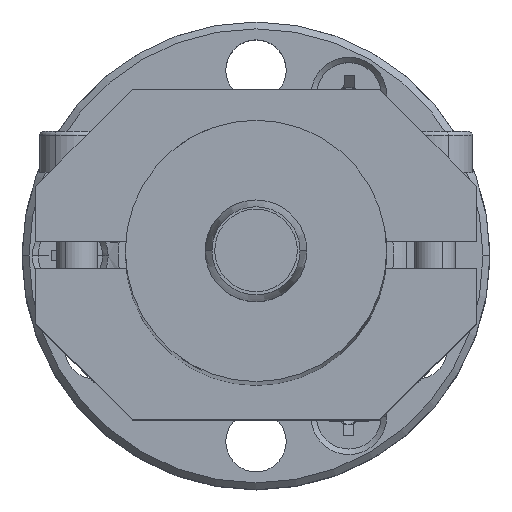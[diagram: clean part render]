
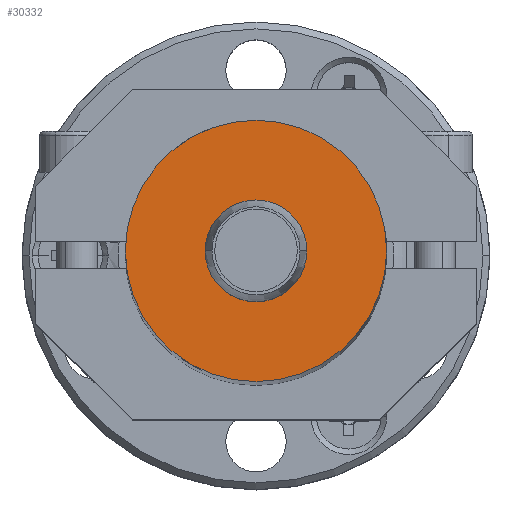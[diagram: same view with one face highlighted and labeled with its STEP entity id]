
A CAD part, top view. The second image highlights one B-rep face of the part: STEP entity #30332.
In plain terms, the highlighted planar face has unit normal (0, 0, 1).
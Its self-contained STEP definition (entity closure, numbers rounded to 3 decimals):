
#4272 = FACE_OUTER_BOUND ( 'NONE', #76703, .T. ) ;
#4300 = DIRECTION ( 'NONE',  ( -1., 0., 0. ) ) ;
#15145 = EDGE_CURVE ( 'NONE', #17390, #103951, #98374, .T. ) ;
#17203 = DIRECTION ( 'NONE',  ( 0., 0., 1. ) ) ;
#17390 = VERTEX_POINT ( 'NONE', #59411 ) ;
#26084 = CARTESIAN_POINT ( 'NONE',  ( 0., 0., 267. ) ) ;
#27707 = AXIS2_PLACEMENT_3D ( 'NONE', #79570, #17203, #90062 ) ;
#30332 = ADVANCED_FACE ( 'NONE', ( #4272 ), #36749, .T. ) ;
#36497 = DIRECTION ( 'NONE',  ( -1., 0., 0. ) ) ;
#36749 = PLANE ( 'NONE',  #27707 ) ;
#45032 = ORIENTED_EDGE ( 'NONE', *, *, #15145, .F. ) ;
#56745 = AXIS2_PLACEMENT_3D ( 'NONE', #129245, #66644, #4300 ) ;
#58069 = AXIS2_PLACEMENT_3D ( 'NONE', #26084, #98939, #36497 ) ;
#59411 = CARTESIAN_POINT ( 'NONE',  ( -9.5, 0., 267. ) ) ;
#66644 = DIRECTION ( 'NONE',  ( 0., 0., -1. ) ) ;
#69333 = EDGE_CURVE ( 'NONE', #103951, #17390, #116120, .T. ) ;
#76703 = EDGE_LOOP ( 'NONE', ( #45032, #93157 ) ) ;
#79570 = CARTESIAN_POINT ( 'NONE',  ( 0., 0., 267. ) ) ;
#90062 = DIRECTION ( 'NONE',  ( 1., 0., 0. ) ) ;
#93157 = ORIENTED_EDGE ( 'NONE', *, *, #69333, .F. ) ;
#98374 = CIRCLE ( 'NONE', #56745, 9.5 ) ;
#98939 = DIRECTION ( 'NONE',  ( 0., 0., -1. ) ) ;
#103951 = VERTEX_POINT ( 'NONE', #109271 ) ;
#109271 = CARTESIAN_POINT ( 'NONE',  ( 9.5, 0., 267. ) ) ;
#116120 = CIRCLE ( 'NONE', #58069, 9.5 ) ;
#129245 = CARTESIAN_POINT ( 'NONE',  ( 0., 0., 267. ) ) ;
